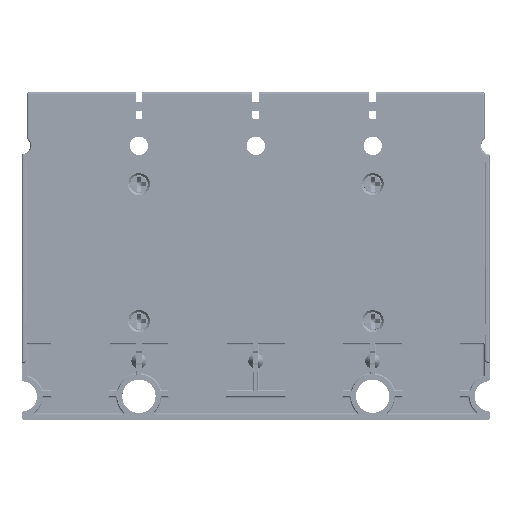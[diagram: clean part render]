
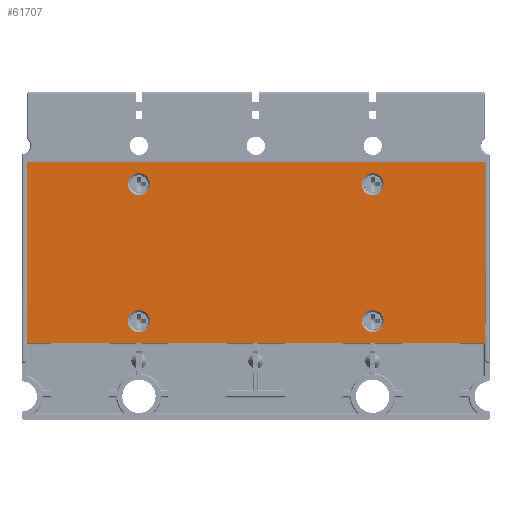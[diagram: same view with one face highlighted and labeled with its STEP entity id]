
A CAD part, front view. The second image highlights one B-rep face of the part: STEP entity #61707.
In plain terms, the highlighted planar face has unit normal (0, -1, 0).
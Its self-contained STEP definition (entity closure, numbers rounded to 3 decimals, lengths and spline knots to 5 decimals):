
#61277=CARTESIAN_POINT('',(-0.0525,-0.049,-0.0345));
#61278=DIRECTION('',(0.,1.,0.));
#61279=DIRECTION('',(1.,0.,0.));
#61280=AXIS2_PLACEMENT_3D('',#61277,#61278,#61279);
#61282=CARTESIAN_POINT('',(-0.0525,-0.049,-0.0345));
#61283=DIRECTION('',(0.,1.,0.));
#61284=DIRECTION('',(0.,0.,1.));
#61285=AXIS2_PLACEMENT_3D('',#61282,#61283,#61284);
#61287=CARTESIAN_POINT('',(-0.0525,-0.049,-0.0345));
#61288=DIRECTION('',(0.,1.,0.));
#61289=DIRECTION('',(-1.,0.,0.));
#61290=AXIS2_PLACEMENT_3D('',#61287,#61288,#61289);
#61292=CARTESIAN_POINT('',(-0.0525,-0.049,-0.0345));
#61293=DIRECTION('',(0.,1.,0.));
#61294=DIRECTION('',(0.,0.,-1.));
#61295=AXIS2_PLACEMENT_3D('',#61292,#61293,#61294);
#61297=CARTESIAN_POINT('',(0.0175,-0.049,0.0065));
#61298=DIRECTION('',(0.,1.,0.));
#61299=DIRECTION('',(1.,0.,0.));
#61300=AXIS2_PLACEMENT_3D('',#61297,#61298,#61299);
#61302=CARTESIAN_POINT('',(0.0175,-0.049,0.0065));
#61303=DIRECTION('',(0.,1.,0.));
#61304=DIRECTION('',(-1.,0.,0.));
#61305=AXIS2_PLACEMENT_3D('',#61302,#61303,#61304);
#61307=CARTESIAN_POINT('',(0.0175,-0.049,-0.0345));
#61308=DIRECTION('',(0.,1.,0.));
#61309=DIRECTION('',(1.,0.,0.));
#61310=AXIS2_PLACEMENT_3D('',#61307,#61308,#61309);
#61312=CARTESIAN_POINT('',(0.0175,-0.049,-0.0345));
#61313=DIRECTION('',(0.,1.,0.));
#61314=DIRECTION('',(-1.,0.,0.));
#61315=AXIS2_PLACEMENT_3D('',#61312,#61313,#61314);
#61317=CARTESIAN_POINT('',(-0.0525,-0.049,0.0065));
#61318=DIRECTION('',(0.,1.,0.));
#61319=DIRECTION('',(1.,0.,0.));
#61320=AXIS2_PLACEMENT_3D('',#61317,#61318,#61319);
#61322=CARTESIAN_POINT('',(-0.0525,-0.049,0.0065));
#61323=DIRECTION('',(0.,1.,0.));
#61324=DIRECTION('',(-1.,0.,0.));
#61325=AXIS2_PLACEMENT_3D('',#61322,#61323,#61324);
#61327=DIRECTION('',(0.,0.,-1.));
#61328=VECTOR('',#61327,0.054);
#61329=CARTESIAN_POINT('',(-0.086,-0.049,0.013));
#61330=LINE('',#61329,#61328);
#61427=DIRECTION('',(0.,0.,-1.));
#61428=VECTOR('',#61427,0.054);
#61429=CARTESIAN_POINT('',(0.051,-0.049,0.013));
#61430=LINE('',#61429,#61428);
#61431=DIRECTION('',(1.,0.,0.));
#61432=VECTOR('',#61431,0.137);
#61433=CARTESIAN_POINT('',(-0.086,-0.049,0.013));
#61434=LINE('',#61433,#61432);
#61459=DIRECTION('',(-1.,0.,0.));
#61460=VECTOR('',#61459,0.137);
#61461=CARTESIAN_POINT('',(0.051,-0.049,-0.041));
#61462=LINE('',#61461,#61460);
#61487=CARTESIAN_POINT('',(-0.086,-0.049,0.013));
#61488=CARTESIAN_POINT('',(-0.086,-0.049,-0.041));
#61489=VERTEX_POINT('',#61487);
#61490=VERTEX_POINT('',#61488);
#61491=CARTESIAN_POINT('',(0.051,-0.049,-0.041));
#61492=VERTEX_POINT('',#61491);
#61493=CARTESIAN_POINT('',(0.051,-0.049,0.013));
#61494=VERTEX_POINT('',#61493);
#61495=CARTESIAN_POINT('',(-0.0558,-0.049,0.0065));
#61496=CARTESIAN_POINT('',(-0.0492,-0.049,0.0065));
#61497=VERTEX_POINT('',#61495);
#61498=VERTEX_POINT('',#61496);
#61499=CARTESIAN_POINT('',(0.0142,-0.049,-0.0345));
#61500=CARTESIAN_POINT('',(0.0208,-0.049,-0.0345));
#61501=VERTEX_POINT('',#61499);
#61502=VERTEX_POINT('',#61500);
#61503=CARTESIAN_POINT('',(0.0142,-0.049,0.0065));
#61504=CARTESIAN_POINT('',(0.0208,-0.049,0.0065));
#61505=VERTEX_POINT('',#61503);
#61506=VERTEX_POINT('',#61504);
#61507=CARTESIAN_POINT('',(-0.0558,-0.049,-0.0345));
#61508=CARTESIAN_POINT('',(-0.0525,-0.049,-0.0312));
#61509=VERTEX_POINT('',#61507);
#61510=VERTEX_POINT('',#61508);
#61511=CARTESIAN_POINT('',(-0.0492,-0.049,-0.0345));
#61512=VERTEX_POINT('',#61511);
#61513=CARTESIAN_POINT('',(-0.0525,-0.049,-0.0378));
#61514=VERTEX_POINT('',#61513);
#61666=CARTESIAN_POINT('',(0.,-0.049,0.003));
#61667=DIRECTION('',(0.,-1.,0.));
#61668=DIRECTION('',(1.,0.,0.));
#61669=AXIS2_PLACEMENT_3D('',#61666,#61667,#61668);
#61670=PLANE('',#61669);
#61672=ORIENTED_EDGE('',*,*,#61671,.T.);
#61674=ORIENTED_EDGE('',*,*,#61673,.T.);
#61676=ORIENTED_EDGE('',*,*,#61675,.F.);
#61678=ORIENTED_EDGE('',*,*,#61677,.T.);
#61679=EDGE_LOOP('',(#61672,#61674,#61676,#61678));
#61680=FACE_OUTER_BOUND('',#61679,.F.);
#61681=ORIENTED_EDGE('',*,*,#61634,.F.);
#61682=ORIENTED_EDGE('',*,*,#61654,.F.);
#61683=EDGE_LOOP('',(#61681,#61682));
#61684=FACE_BOUND('',#61683,.F.);
#61686=ORIENTED_EDGE('',*,*,#61685,.F.);
#61688=ORIENTED_EDGE('',*,*,#61687,.F.);
#61689=EDGE_LOOP('',(#61686,#61688));
#61690=FACE_BOUND('',#61689,.F.);
#61692=ORIENTED_EDGE('',*,*,#61691,.F.);
#61694=ORIENTED_EDGE('',*,*,#61693,.F.);
#61695=EDGE_LOOP('',(#61692,#61694));
#61696=FACE_BOUND('',#61695,.F.);
#61698=ORIENTED_EDGE('',*,*,#61697,.F.);
#61700=ORIENTED_EDGE('',*,*,#61699,.F.);
#61702=ORIENTED_EDGE('',*,*,#61701,.F.);
#61704=ORIENTED_EDGE('',*,*,#61703,.F.);
#61705=EDGE_LOOP('',(#61698,#61700,#61702,#61704));
#61706=FACE_BOUND('',#61705,.F.);
#61707=ADVANCED_FACE('',(#61680,#61684,#61690,#61696,#61706),#61670,.T.);
#61281=CIRCLE('',#61280,0.0033);
#61286=CIRCLE('',#61285,0.0033);
#61291=CIRCLE('',#61290,0.0033);
#61296=CIRCLE('',#61295,0.0033);
#61301=CIRCLE('',#61300,0.0033);
#61306=CIRCLE('',#61305,0.0033);
#61311=CIRCLE('',#61310,0.0033);
#61316=CIRCLE('',#61315,0.0033);
#61321=CIRCLE('',#61320,0.0033);
#61326=CIRCLE('',#61325,0.0033);
#61634=EDGE_CURVE('',#61506,#61505,#61301,.T.);
#61654=EDGE_CURVE('',#61505,#61506,#61306,.T.);
#61671=EDGE_CURVE('',#61494,#61492,#61430,.T.);
#61673=EDGE_CURVE('',#61492,#61490,#61462,.T.);
#61675=EDGE_CURVE('',#61489,#61490,#61330,.T.);
#61677=EDGE_CURVE('',#61489,#61494,#61434,.T.);
#61685=EDGE_CURVE('',#61502,#61501,#61311,.T.);
#61687=EDGE_CURVE('',#61501,#61502,#61316,.T.);
#61691=EDGE_CURVE('',#61498,#61497,#61321,.T.);
#61693=EDGE_CURVE('',#61497,#61498,#61326,.T.);
#61697=EDGE_CURVE('',#61512,#61514,#61281,.T.);
#61699=EDGE_CURVE('',#61510,#61512,#61286,.T.);
#61701=EDGE_CURVE('',#61509,#61510,#61291,.T.);
#61703=EDGE_CURVE('',#61514,#61509,#61296,.T.);
